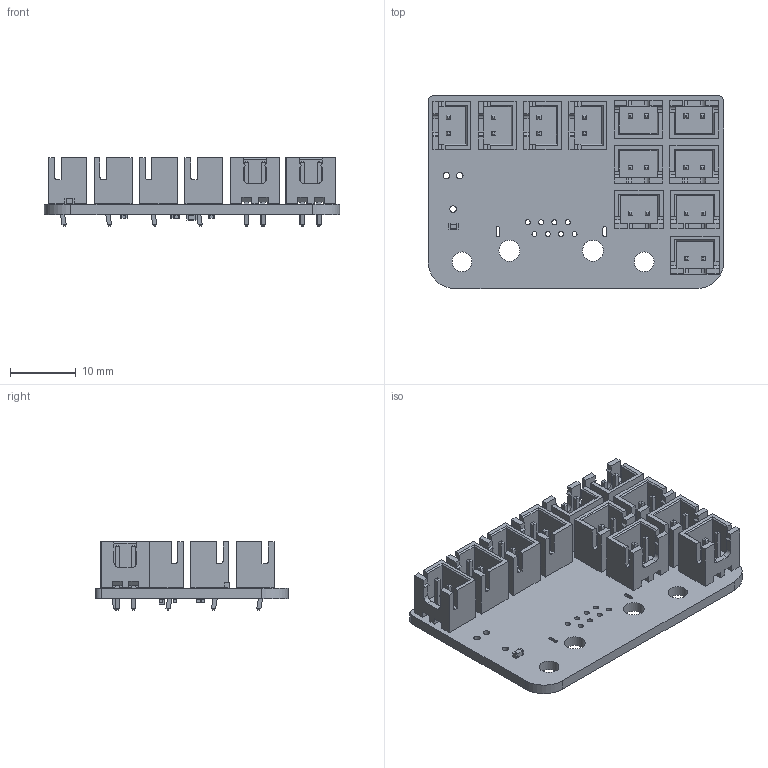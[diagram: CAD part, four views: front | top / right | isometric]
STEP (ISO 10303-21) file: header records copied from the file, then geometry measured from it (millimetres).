
FILE_DESCRIPTION(('KiCad electronic assembly'),'2;1');
FILE_NAME('ControlPanelSTM32QFN28.step','2024-12-07T13:08:44',('Pcbnew') ,('Kicad'),'Open CASCADE STEP processor 7.8','KiCad to STEP converter' ,'Unknown');
FILE_SCHEMA(('AUTOMOTIVE_DESIGN { 1 0 10303 214 1 1 1 1 }'));
Length unit declared in the file: millimetre
Products named in the file (8): ControlPanelSTM32QFN28 1; JST_XH_B2B-XH-A_1x02_P2.50mm_Vertical; JST_B2B_XH_A; C_0603_1608Metric; C_0402_1005Metric; ControlPanelSTM32QFN28_PCB
Assembly tree (21 placements, depth 3):
  ControlPanelSTM32QFN28 1
    JST_XH_B2B-XH-A_1x02_P2.50mm_Vertical  x11
      JST_B2B_XH_A
    C_0603_1608Metric  x2
      C_0603_1608Metric
    C_0402_1005Metric  x4
      C_0402_1005Metric
    ControlPanelSTM32QFN28_PCB
Bounding box: 44.96 x 29.35 x 10.4 mm (x, y, z)
Volume: 3723.9 mm3; surface area: 7361.6 mm2
Topology: 18 solids, 18 shells, 1202 faces, 3220 edges, 2110 vertices
Faces by surface type: plane 1041, cylinder 161
Full cylindrical faces by diameter (mm): 0.76 x8, 0.991 x3, 1 x22, 3 x2, 3.2 x2
Entity records: 7721 total; most frequent: DIRECTION 1132, CARTESIAN_POINT 1122, ORIENTED_EDGE 1084, EDGE_CURVE 542, LINE 396, VECTOR 396, AXIS2_PLACEMENT_3D 368, VERTEX_POINT 358
